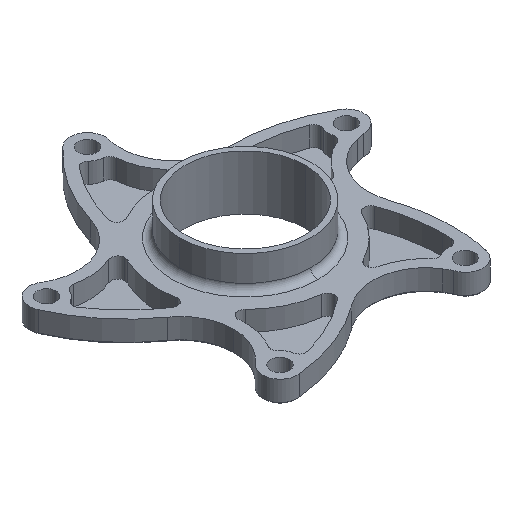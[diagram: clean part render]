
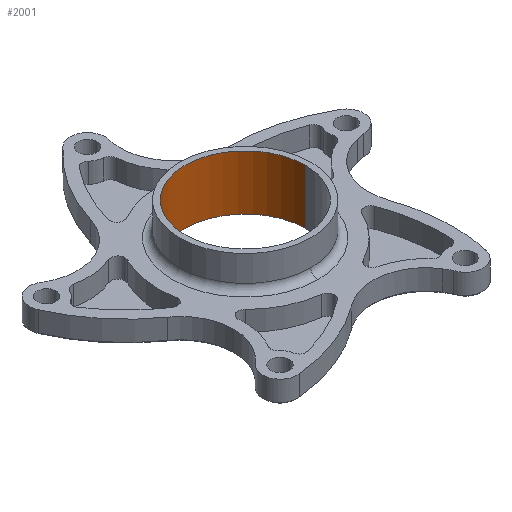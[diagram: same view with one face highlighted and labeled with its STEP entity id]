
A CAD part, isometric view. The second image highlights one B-rep face of the part: STEP entity #2001.
In plain terms, the highlighted cylindrical face has radius 27.5 mm (diameter 55 mm), a partial arc.
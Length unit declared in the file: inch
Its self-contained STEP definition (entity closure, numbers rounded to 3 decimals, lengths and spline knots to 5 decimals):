
#64 = ORIENTED_EDGE ( 'NONE', *, *, #1278, .T. ) ;
#287 = CARTESIAN_POINT ( 'NONE',  ( -1.08268, 0., -0.77945 ) ) ;
#307 = CARTESIAN_POINT ( 'NONE',  ( 0., 0., -0.77945 ) ) ;
#583 = CIRCLE ( 'NONE', #2344, 1.08268 ) ;
#599 = VECTOR ( 'NONE', #2566, 39.37008 ) ;
#932 = DIRECTION ( 'NONE',  ( 0., 0., 1. ) ) ;
#949 = EDGE_LOOP ( 'NONE', ( #2843, #64, #2120, #1330 ) ) ;
#1278 = EDGE_CURVE ( 'NONE', #3367, #1698, #583, .T. ) ;
#1330 = ORIENTED_EDGE ( 'NONE', *, *, #2560, .T. ) ;
#1530 = DIRECTION ( 'NONE',  ( 1., 0., 0. ) ) ;
#1597 = CARTESIAN_POINT ( 'NONE',  ( 0., 0., 0.98425 ) ) ;
#1698 = VERTEX_POINT ( 'NONE', #3444 ) ;
#1744 = CARTESIAN_POINT ( 'NONE',  ( 1.08268, 0., 0.98425 ) ) ;
#2001 = ADVANCED_FACE ( 'NONE', ( #3019 ), #2438, .F. ) ;
#2009 = VERTEX_POINT ( 'NONE', #2720 ) ;
#2120 = ORIENTED_EDGE ( 'NONE', *, *, #3127, .T. ) ;
#2133 = AXIS2_PLACEMENT_3D ( 'NONE', #307, #3659, #1530 ) ;
#2295 = VERTEX_POINT ( 'NONE', #1744 ) ;
#2344 = AXIS2_PLACEMENT_3D ( 'NONE', #3145, #2524, #3490 ) ;
#2425 = AXIS2_PLACEMENT_3D ( 'NONE', #1597, #2506, #2771 ) ;
#2438 = CYLINDRICAL_SURFACE ( 'NONE', #2133, 1.08268 ) ;
#2506 = DIRECTION ( 'NONE',  ( 0., 0., 1. ) ) ;
#2524 = DIRECTION ( 'NONE',  ( 0., 0., -1. ) ) ;
#2560 = EDGE_CURVE ( 'NONE', #2295, #2009, #3510, .T. ) ;
#2566 = DIRECTION ( 'NONE',  ( 0., 0., 1. ) ) ;
#2720 = CARTESIAN_POINT ( 'NONE',  ( -1.08268, 0., 0.98425 ) ) ;
#2771 = DIRECTION ( 'NONE',  ( 1., 0., 0. ) ) ;
#2843 = ORIENTED_EDGE ( 'NONE', *, *, #3807, .F. ) ;
#3019 = FACE_OUTER_BOUND ( 'NONE', #949, .T. ) ;
#3127 = EDGE_CURVE ( 'NONE', #1698, #2295, #3786, .T. ) ;
#3145 = CARTESIAN_POINT ( 'NONE',  ( 0., 0., 0. ) ) ;
#3367 = VERTEX_POINT ( 'NONE', #3461 ) ;
#3444 = CARTESIAN_POINT ( 'NONE',  ( 1.08268, 0., 0. ) ) ;
#3461 = CARTESIAN_POINT ( 'NONE',  ( -1.08268, 0., 0. ) ) ;
#3486 = VECTOR ( 'NONE', #932, 39.37008 ) ;
#3490 = DIRECTION ( 'NONE',  ( 0., 1., 0. ) ) ;
#3510 = CIRCLE ( 'NONE', #2425, 1.08268 ) ;
#3618 = LINE ( 'NONE', #287, #3486 ) ;
#3659 = DIRECTION ( 'NONE',  ( 0., 0., 1. ) ) ;
#3786 = LINE ( 'NONE', #3884, #599 ) ;
#3807 = EDGE_CURVE ( 'NONE', #3367, #2009, #3618, .T. ) ;
#3884 = CARTESIAN_POINT ( 'NONE',  ( 1.08268, 0., -0.77945 ) ) ;
